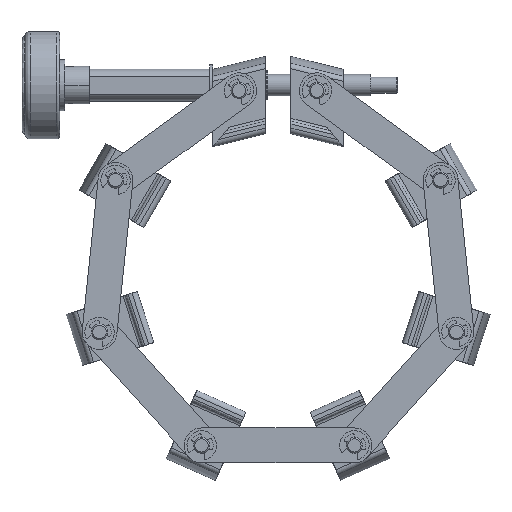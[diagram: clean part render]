
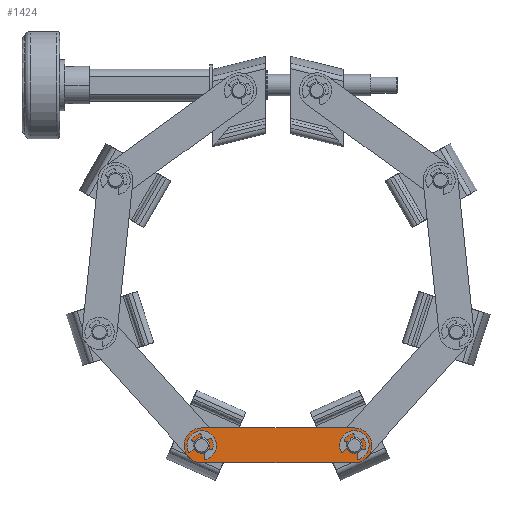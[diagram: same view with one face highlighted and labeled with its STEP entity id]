
A CAD part, left-side view. The second image highlights one B-rep face of the part: STEP entity #1424.
In plain terms, the highlighted planar face has unit normal (-1, 0, 0).
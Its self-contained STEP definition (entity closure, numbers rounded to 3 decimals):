
#1424=ADVANCED_FACE('',(#3154,#3155,#3156),#3153,.T.);
#3153=PLANE('',#7754);
#3154=FACE_OUTER_BOUND('',#7755,.T.);
#3155=FACE_BOUND('',#7756,.T.);
#3156=FACE_BOUND('',#7757,.T.);
#7751=CARTESIAN_POINT('',(-18.,39.957,-123.518));
#7752=DIRECTION('',(-1.,0.,0.));
#7753=DIRECTION('',(0.,0.,-1.));
#7754=AXIS2_PLACEMENT_3D('',#7751,#7752,#7753);
#7755=EDGE_LOOP('',(#10595,#10596,#10597,#10598));
#7756=EDGE_LOOP('',(#10599,#10600));
#7757=EDGE_LOOP('',(#10601,#10602));
#10595=ORIENTED_EDGE('',*,*,#12779,.F.);
#10596=ORIENTED_EDGE('',*,*,#12780,.T.);
#10597=ORIENTED_EDGE('',*,*,#12781,.F.);
#10598=ORIENTED_EDGE('',*,*,#12782,.T.);
#10599=ORIENTED_EDGE('',*,*,#12783,.F.);
#10600=ORIENTED_EDGE('',*,*,#12784,.F.);
#10601=ORIENTED_EDGE('',*,*,#12785,.F.);
#10602=ORIENTED_EDGE('',*,*,#12786,.F.);
#12779=EDGE_CURVE('',#16245,#16246,#16247,.T.);
#12780=EDGE_CURVE('',#16245,#16253,#16254,.T.);
#12781=EDGE_CURVE('',#16260,#16253,#16261,.T.);
#12782=EDGE_CURVE('',#16260,#16246,#16267,.T.);
#12783=EDGE_CURVE('',#16273,#16274,#16275,.T.);
#12784=EDGE_CURVE('',#16274,#16273,#16281,.T.);
#12785=EDGE_CURVE('',#16287,#16288,#16289,.T.);
#12786=EDGE_CURVE('',#16288,#16287,#16295,.T.);
#16245=VERTEX_POINT('',#23960);
#16246=VERTEX_POINT('',#23961);
#16247=LINE('',#23962,#23963);
#16253=VERTEX_POINT('',#23965);
#16254=CIRCLE('',#23969,6.5);
#16260=VERTEX_POINT('',#23970);
#16261=LINE('',#23971,#23972);
#16267=CIRCLE('',#23977,6.5);
#16273=VERTEX_POINT('',#23978);
#16274=VERTEX_POINT('',#23979);
#16275=CIRCLE('',#23983,3.);
#16281=CIRCLE('',#23987,3.);
#16287=VERTEX_POINT('',#23988);
#16288=VERTEX_POINT('',#23989);
#16289=CIRCLE('',#23993,3.);
#16295=CIRCLE('',#23997,3.);
#23960=CARTESIAN_POINT('',(-18.,-30.543,-137.818));
#23961=CARTESIAN_POINT('',(-18.,26.457,-137.818));
#23962=CARTESIAN_POINT('',(-18.,-30.543,-137.818));
#23963=VECTOR('',#23964,57.);
#23964=DIRECTION('',(0.,1.,0.));
#23965=CARTESIAN_POINT('',(-18.,-30.543,-124.818));
#23966=CARTESIAN_POINT('',(-18.,-30.543,-131.318));
#23967=DIRECTION('',(-1.,0.,0.));
#23968=DIRECTION('',(0.,0.,1.));
#23969=AXIS2_PLACEMENT_3D('',#23966,#23967,#23968);
#23970=CARTESIAN_POINT('',(-18.,26.457,-124.818));
#23971=CARTESIAN_POINT('',(-18.,26.457,-124.818));
#23972=VECTOR('',#23973,57.);
#23973=DIRECTION('',(0.,-1.,0.));
#23974=CARTESIAN_POINT('',(-18.,26.457,-131.318));
#23975=DIRECTION('',(-1.,0.,0.));
#23976=DIRECTION('',(0.,0.,1.));
#23977=AXIS2_PLACEMENT_3D('',#23974,#23975,#23976);
#23978=CARTESIAN_POINT('',(-18.,26.407,-128.318));
#23979=CARTESIAN_POINT('',(-18.,26.407,-134.318));
#23980=CARTESIAN_POINT('',(-18.,26.407,-131.318));
#23981=DIRECTION('',(-1.,0.,0.));
#23982=DIRECTION('',(0.,0.,-1.));
#23983=AXIS2_PLACEMENT_3D('',#23980,#23981,#23982);
#23984=CARTESIAN_POINT('',(-18.,26.407,-131.318));
#23985=DIRECTION('',(-1.,0.,0.));
#23986=DIRECTION('',(0.,0.,-1.));
#23987=AXIS2_PLACEMENT_3D('',#23984,#23985,#23986);
#23988=CARTESIAN_POINT('',(-18.,-30.493,-128.318));
#23989=CARTESIAN_POINT('',(-18.,-30.493,-134.318));
#23990=CARTESIAN_POINT('',(-18.,-30.493,-131.318));
#23991=DIRECTION('',(-1.,0.,0.));
#23992=DIRECTION('',(0.,0.,-1.));
#23993=AXIS2_PLACEMENT_3D('',#23990,#23991,#23992);
#23994=CARTESIAN_POINT('',(-18.,-30.493,-131.318));
#23995=DIRECTION('',(-1.,0.,0.));
#23996=DIRECTION('',(0.,0.,-1.));
#23997=AXIS2_PLACEMENT_3D('',#23994,#23995,#23996);
